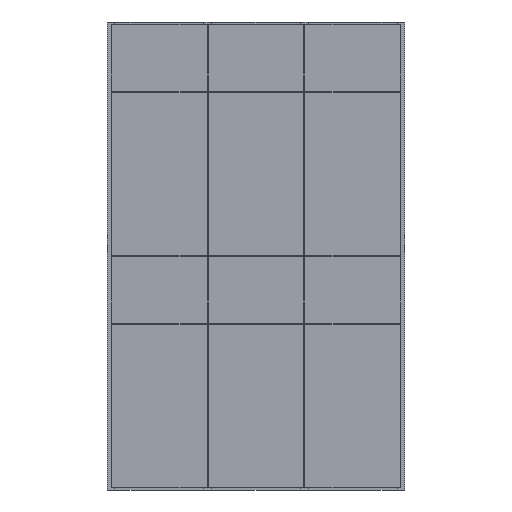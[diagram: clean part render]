
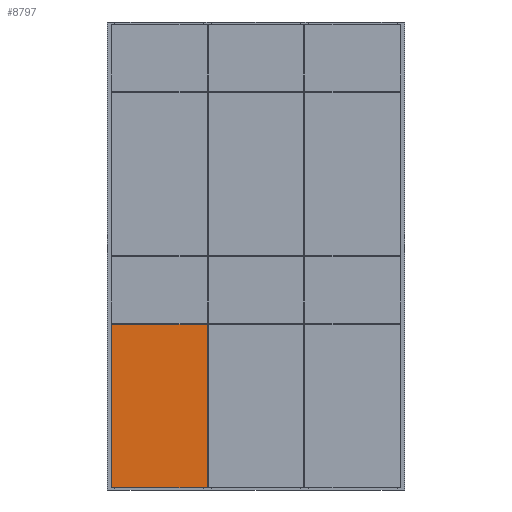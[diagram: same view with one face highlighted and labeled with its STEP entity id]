
A CAD part, front view. The second image highlights one B-rep face of the part: STEP entity #8797.
In plain terms, the highlighted planar face has unit normal (0, -1, 0).
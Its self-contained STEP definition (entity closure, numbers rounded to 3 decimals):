
#8483 = VERTEX_POINT('',#8484);
#8484 = CARTESIAN_POINT('',(55.,-10.,2145.));
#8491 = PLANE('',#8492);
#8492 = AXIS2_PLACEMENT_3D('',#8493,#8494,#8495);
#8493 = CARTESIAN_POINT('',(55.,0.,2145.));
#8494 = DIRECTION('',(0.,0.,1.));
#8495 = DIRECTION('',(1.,0.,0.));
#8503 = PLANE('',#8504);
#8504 = AXIS2_PLACEMENT_3D('',#8505,#8506,#8507);
#8505 = CARTESIAN_POINT('',(55.,0.,30.));
#8506 = DIRECTION('',(-1.,0.,0.));
#8507 = DIRECTION('',(0.,0.,1.));
#8515 = EDGE_CURVE('',#8483,#8516,#8518,.T.);
#8516 = VERTEX_POINT('',#8517);
#8517 = CARTESIAN_POINT('',(1295.,-10.,2145.));
#8518 = SURFACE_CURVE('',#8519,(#8523,#8530),.PCURVE_S1.);
#8519 = LINE('',#8520,#8521);
#8520 = CARTESIAN_POINT('',(55.,-10.,2145.));
#8521 = VECTOR('',#8522,1.);
#8522 = DIRECTION('',(1.,0.,0.));
#8523 = PCURVE('',#8491,#8524);
#8524 = DEFINITIONAL_REPRESENTATION('',(#8525),#8529);
#8525 = LINE('',#8526,#8527);
#8526 = CARTESIAN_POINT('',(0.,-10.));
#8527 = VECTOR('',#8528,1.);
#8528 = DIRECTION('',(1.,0.));
#8529 = ( GEOMETRIC_REPRESENTATION_CONTEXT(2) 
PARAMETRIC_REPRESENTATION_CONTEXT() REPRESENTATION_CONTEXT('2D SPACE',''
  ) );
#8530 = PCURVE('',#8531,#8536);
#8531 = PLANE('',#8532);
#8532 = AXIS2_PLACEMENT_3D('',#8533,#8534,#8535);
#8533 = CARTESIAN_POINT('',(55.,-10.,2145.));
#8534 = DIRECTION('',(0.,-1.,0.));
#8535 = DIRECTION('',(0.,0.,-1.));
#8536 = DEFINITIONAL_REPRESENTATION('',(#8537),#8541);
#8537 = LINE('',#8538,#8539);
#8538 = CARTESIAN_POINT('',(0.,0.));
#8539 = VECTOR('',#8540,1.);
#8540 = DIRECTION('',(0.,1.));
#8541 = ( GEOMETRIC_REPRESENTATION_CONTEXT(2) 
PARAMETRIC_REPRESENTATION_CONTEXT() REPRESENTATION_CONTEXT('2D SPACE',''
  ) );
#8559 = PLANE('',#8560);
#8560 = AXIS2_PLACEMENT_3D('',#8561,#8562,#8563);
#8561 = CARTESIAN_POINT('',(1295.,0.,2145.));
#8562 = DIRECTION('',(1.,0.,0.));
#8563 = DIRECTION('',(0.,0.,-1.));
#8601 = EDGE_CURVE('',#8516,#8602,#8604,.T.);
#8602 = VERTEX_POINT('',#8603);
#8603 = CARTESIAN_POINT('',(1295.,-10.,30.));
#8604 = SURFACE_CURVE('',#8605,(#8609,#8616),.PCURVE_S1.);
#8605 = LINE('',#8606,#8607);
#8606 = CARTESIAN_POINT('',(1295.,-10.,2145.));
#8607 = VECTOR('',#8608,1.);
#8608 = DIRECTION('',(0.,0.,-1.));
#8609 = PCURVE('',#8559,#8610);
#8610 = DEFINITIONAL_REPRESENTATION('',(#8611),#8615);
#8611 = LINE('',#8612,#8613);
#8612 = CARTESIAN_POINT('',(0.,-10.));
#8613 = VECTOR('',#8614,1.);
#8614 = DIRECTION('',(1.,0.));
#8615 = ( GEOMETRIC_REPRESENTATION_CONTEXT(2) 
PARAMETRIC_REPRESENTATION_CONTEXT() REPRESENTATION_CONTEXT('2D SPACE',''
  ) );
#8616 = PCURVE('',#8531,#8617);
#8617 = DEFINITIONAL_REPRESENTATION('',(#8618),#8622);
#8618 = LINE('',#8619,#8620);
#8619 = CARTESIAN_POINT('',(0.,1240.));
#8620 = VECTOR('',#8621,1.);
#8621 = DIRECTION('',(1.,0.));
#8622 = ( GEOMETRIC_REPRESENTATION_CONTEXT(2) 
PARAMETRIC_REPRESENTATION_CONTEXT() REPRESENTATION_CONTEXT('2D SPACE',''
  ) );
#8640 = PLANE('',#8641);
#8641 = AXIS2_PLACEMENT_3D('',#8642,#8643,#8644);
#8642 = CARTESIAN_POINT('',(1295.,0.,30.));
#8643 = DIRECTION('',(0.,0.,-1.));
#8644 = DIRECTION('',(-1.,0.,0.));
#8677 = EDGE_CURVE('',#8602,#8678,#8680,.T.);
#8678 = VERTEX_POINT('',#8679);
#8679 = CARTESIAN_POINT('',(55.,-10.,30.));
#8680 = SURFACE_CURVE('',#8681,(#8685,#8692),.PCURVE_S1.);
#8681 = LINE('',#8682,#8683);
#8682 = CARTESIAN_POINT('',(1295.,-10.,30.));
#8683 = VECTOR('',#8684,1.);
#8684 = DIRECTION('',(-1.,0.,0.));
#8685 = PCURVE('',#8640,#8686);
#8686 = DEFINITIONAL_REPRESENTATION('',(#8687),#8691);
#8687 = LINE('',#8688,#8689);
#8688 = CARTESIAN_POINT('',(0.,-10.));
#8689 = VECTOR('',#8690,1.);
#8690 = DIRECTION('',(1.,0.));
#8691 = ( GEOMETRIC_REPRESENTATION_CONTEXT(2) 
PARAMETRIC_REPRESENTATION_CONTEXT() REPRESENTATION_CONTEXT('2D SPACE',''
  ) );
#8692 = PCURVE('',#8531,#8693);
#8693 = DEFINITIONAL_REPRESENTATION('',(#8694),#8698);
#8694 = LINE('',#8695,#8696);
#8695 = CARTESIAN_POINT('',(2115.,1240.));
#8696 = VECTOR('',#8697,1.);
#8697 = DIRECTION('',(0.,-1.));
#8698 = ( GEOMETRIC_REPRESENTATION_CONTEXT(2) 
PARAMETRIC_REPRESENTATION_CONTEXT() REPRESENTATION_CONTEXT('2D SPACE',''
  ) );
#8748 = EDGE_CURVE('',#8678,#8483,#8749,.T.);
#8749 = SURFACE_CURVE('',#8750,(#8754,#8761),.PCURVE_S1.);
#8750 = LINE('',#8751,#8752);
#8751 = CARTESIAN_POINT('',(55.,-10.,30.));
#8752 = VECTOR('',#8753,1.);
#8753 = DIRECTION('',(0.,0.,1.));
#8754 = PCURVE('',#8503,#8755);
#8755 = DEFINITIONAL_REPRESENTATION('',(#8756),#8760);
#8756 = LINE('',#8757,#8758);
#8757 = CARTESIAN_POINT('',(0.,-10.));
#8758 = VECTOR('',#8759,1.);
#8759 = DIRECTION('',(1.,0.));
#8760 = ( GEOMETRIC_REPRESENTATION_CONTEXT(2) 
PARAMETRIC_REPRESENTATION_CONTEXT() REPRESENTATION_CONTEXT('2D SPACE',''
  ) );
#8761 = PCURVE('',#8531,#8762);
#8762 = DEFINITIONAL_REPRESENTATION('',(#8763),#8767);
#8763 = LINE('',#8764,#8765);
#8764 = CARTESIAN_POINT('',(2115.,0.));
#8765 = VECTOR('',#8766,1.);
#8766 = DIRECTION('',(-1.,0.));
#8767 = ( GEOMETRIC_REPRESENTATION_CONTEXT(2) 
PARAMETRIC_REPRESENTATION_CONTEXT() REPRESENTATION_CONTEXT('2D SPACE',''
  ) );
#8797 = ADVANCED_FACE('',(#8798),#8531,.T.);
#8798 = FACE_BOUND('',#8799,.F.);
#8799 = EDGE_LOOP('',(#8800,#8801,#8802,#8803));
#8800 = ORIENTED_EDGE('',*,*,#8515,.T.);
#8801 = ORIENTED_EDGE('',*,*,#8601,.T.);
#8802 = ORIENTED_EDGE('',*,*,#8677,.T.);
#8803 = ORIENTED_EDGE('',*,*,#8748,.T.);
